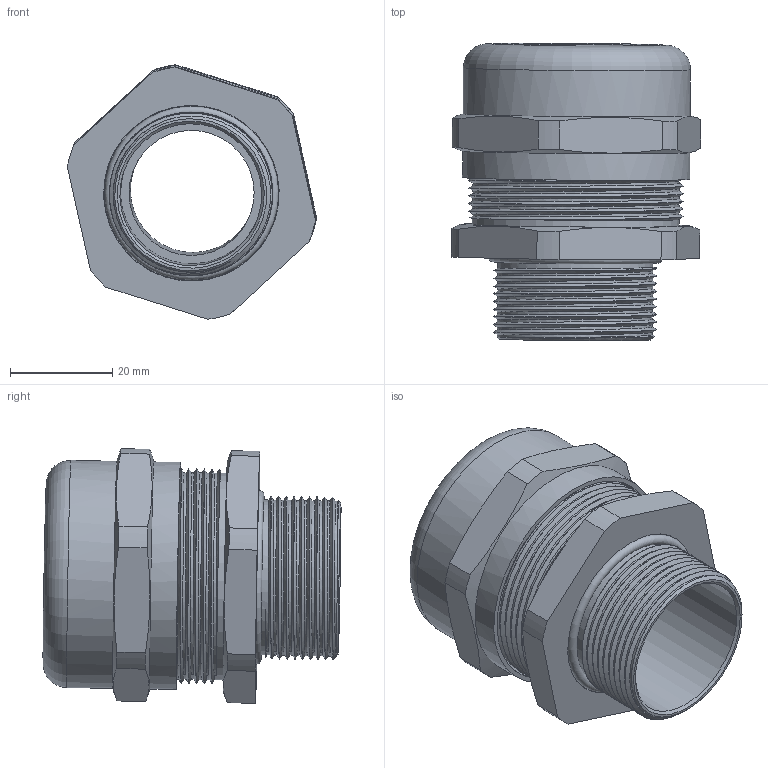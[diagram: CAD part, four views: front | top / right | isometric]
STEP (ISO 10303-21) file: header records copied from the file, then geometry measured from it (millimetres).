
FILE_DESCRIPTION(/* description */ ('E ALPHA X M 32x1,5, KB: 22-28 mm'),/* implementation_level */ '2;1');
FILE_NAME(/* name */ 'EBU34MBNC-RST.stp',/* time_stamp */ '2020-03-05T13:44:48+01:00',/* author */ ('sl'),/* organization */ (''),/* preprocessor_version */ 'ST-DEVELOPER v16.5',/* originating_system */ 'Autodesk Inventor 2017',/* authorisation */ '');
FILE_SCHEMA (('AUTOMOTIVE_DESIGN { 1 0 10303 214 3 1 1 }'));
Length unit declared in the file: millimetre
Products named in the file (7): EBU34MBNC; EBU34MBNC_1; EBU34MBNC_2; EBU34MBNC_3; EBU34MBNC_4; EBU34MBNC_5; EBU34MBNC_6
Assembly tree (6 placements, depth 2):
  EBU34MBNC
    EBU34MBNC_1
    EBU34MBNC_2
    EBU34MBNC_3
    EBU34MBNC_4
    EBU34MBNC_5
    EBU34MBNC_6
Bounding box: 48.68 x 58.17 x 49.67 mm (x, y, z)
Volume: 39584.2 mm3; surface area: 42136.1 mm2
Topology: 6 solids, 6 shells, 569 faces, 1637 edges, 1084 vertices
Faces by surface type: plane 333, cone 162, cylinder 64, bspline 6, torus 4
Full cylindrical faces by diameter (mm): 24.42 x1, 27.27 x1, 27.31 x1, 27.7 x1, 30.278 x10, 32.25 x1, 32.3 x1, 32.76 x1, 34.278 x1, 35.48 x1, 35.97 x1, 36 x1, 36.2 x1, 40.3 x1, 40.378 x8, 41.06 x12, 44.39 x2
Entity records: 22911 total; most frequent: CARTESIAN_POINT 8941, DIRECTION 3084, ORIENTED_EDGE 3032, EDGE_CURVE 1516, AXIS2_PLACEMENT_3D 1374, VERTEX_POINT 1020, EDGE_LOOP 582, FACE_OUTER_BOUND 539
